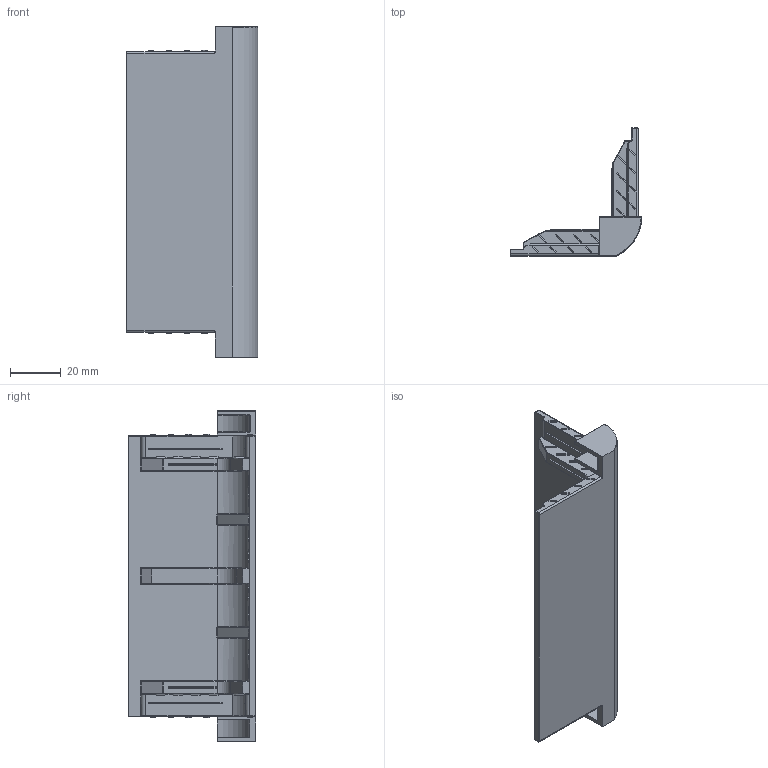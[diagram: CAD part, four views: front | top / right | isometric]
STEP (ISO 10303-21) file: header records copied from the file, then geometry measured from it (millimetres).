
FILE_DESCRIPTION(/* description */ (''),/* implementation_level */ '2;1');
FILE_NAME(/* name */ 'Коннектор ALU-BOX 130.stp',/* time_stamp */ '2018-08-14T11:04:00+03:00',/* author */ ('dmitry.g'),/* organization */ (''),/* preprocessor_version */ 'ST-DEVELOPER v16.1',/* originating_system */ 'Autodesk Inventor 2016',/* authorisation */ '');
FILE_SCHEMA (('AUTOMOTIVE_DESIGN { 1 0 10303 214 3 1 1 }'));
Length unit declared in the file: millimetre
Products named in the file (1): Коннектор ALU-BOX 1
30
Bounding box: 51.7 x 50.3 x 130 mm (x, y, z)
Volume: 40694.7 mm3; surface area: 26888.8 mm2
Topology: 1 solids, 1 shells, 654 faces, 1546 edges, 942 vertices
Faces by surface type: plane 316, cylinder 142, bspline 98, torus 59, sphere 39
Entity records: 19761 total; most frequent: CARTESIAN_POINT 5143, ORIENTED_EDGE 3084, DIRECTION 2852, EDGE_CURVE 1542, LINE 964, VECTOR 964, AXIS2_PLACEMENT_3D 944, VERTEX_POINT 942
